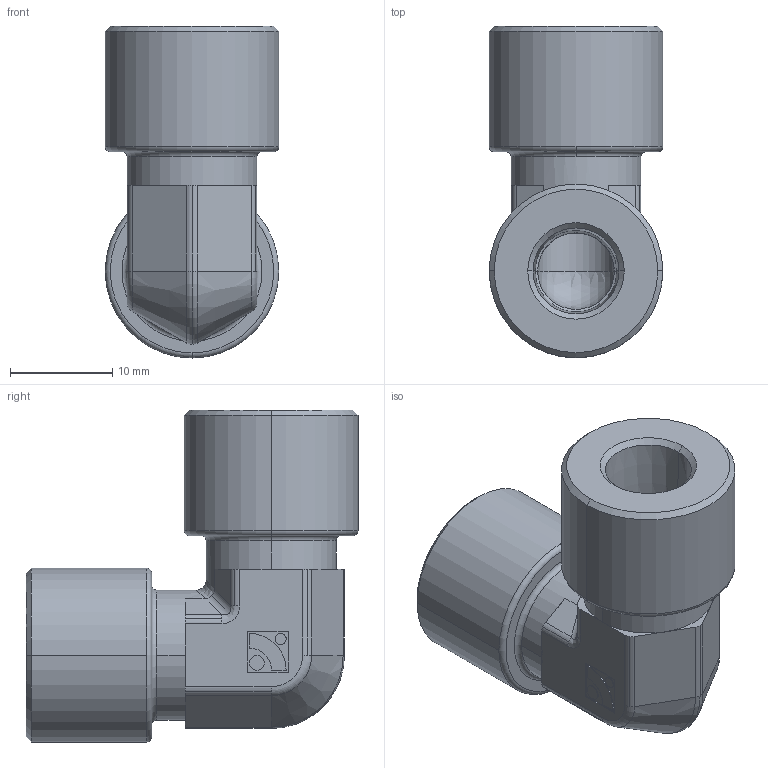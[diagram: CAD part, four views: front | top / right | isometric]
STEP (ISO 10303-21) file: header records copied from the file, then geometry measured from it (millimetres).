
FILE_DESCRIPTION(('STEP AP203'),'1');
FILE_NAME('ife-2n.stp','2022-12-17T15:58:31',('TraceParts'),('TraceParts S.A.'),'Spatial InterOp 3D',' ',' ');
FILE_SCHEMA(('CONFIG_CONTROL_DESIGN'));
Length unit declared in the file: millimetre
Products named in the file (1): 1
Bounding box: 17 x 32.5 x 32.5 mm (x, y, z)
Volume: 6356 mm3; surface area: 3918.6 mm2
Topology: 1 solids, 1 shells, 114 faces, 264 edges, 156 vertices
Faces by surface type: cylinder 46, plane 34, cone 18, torus 12, bspline 3, sphere 1
Entity records: 3336 total; most frequent: DIRECTION 628, CARTESIAN_POINT 610, ORIENTED_EDGE 524, EDGE_CURVE 262, AXIS2_PLACEMENT_3D 254, VERTEX_POINT 156, CIRCLE 133, EDGE_LOOP 122
